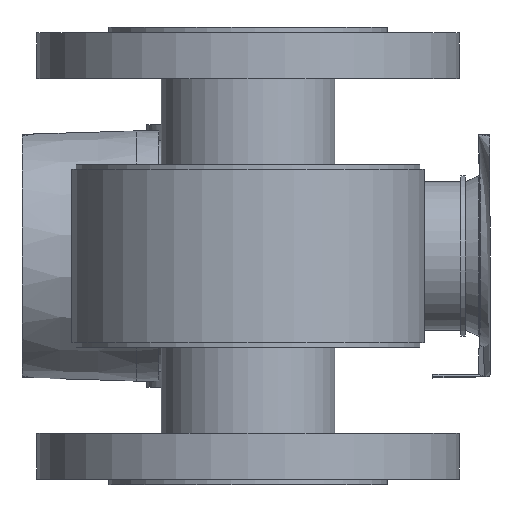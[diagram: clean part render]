
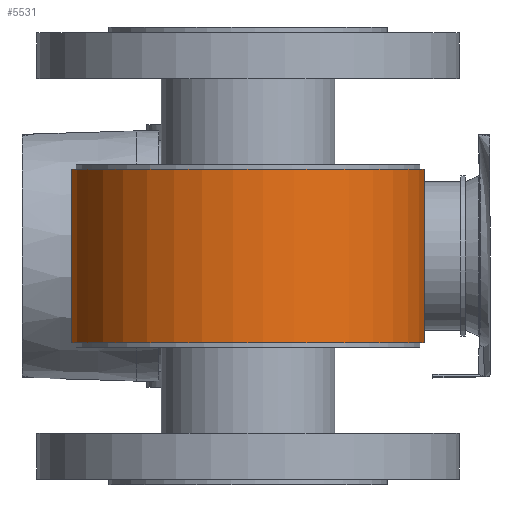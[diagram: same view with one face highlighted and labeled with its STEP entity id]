
A CAD part, front view. The second image highlights one B-rep face of the part: STEP entity #5531.
In plain terms, the highlighted cylindrical face has radius 77.5 mm (diameter 155 mm), a partial arc.
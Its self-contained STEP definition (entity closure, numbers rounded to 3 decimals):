
#470=LINE('',#10664,#765);
#471=LINE('',#10667,#766);
#765=VECTOR('',#7259,10.);
#766=VECTOR('',#7262,10.);
#920=CYLINDRICAL_SURFACE('',#6057,77.5);
#1213=FACE_OUTER_BOUND('',#1606,.T.);
#1606=EDGE_LOOP('',(#4183,#4184,#4185,#4186));
#1925=CIRCLE('',#6053,77.5);
#1928=CIRCLE('',#6058,77.5);
#2357=VERTEX_POINT('',#10655);
#2358=VERTEX_POINT('',#10656);
#2359=VERTEX_POINT('',#10663);
#2360=VERTEX_POINT('',#10665);
#2992=EDGE_CURVE('',#2358,#2357,#1925,.T.);
#2995=EDGE_CURVE('',#2359,#2358,#470,.T.);
#2996=EDGE_CURVE('',#2360,#2359,#1928,.T.);
#2997=EDGE_CURVE('',#2357,#2360,#471,.T.);
#4183=ORIENTED_EDGE('',*,*,#2995,.F.);
#4184=ORIENTED_EDGE('',*,*,#2996,.F.);
#4185=ORIENTED_EDGE('',*,*,#2997,.F.);
#4186=ORIENTED_EDGE('',*,*,#2992,.F.);
#5531=ADVANCED_FACE('',(#1213),#920,.T.);
#6053=AXIS2_PLACEMENT_3D('',#10658,#7249,#7250);
#6057=AXIS2_PLACEMENT_3D('',#10662,#7257,#7258);
#6058=AXIS2_PLACEMENT_3D('',#10666,#7260,#7261);
#7249=DIRECTION('center_axis',(0.,0.,-1.));
#7250=DIRECTION('ref_axis',(-0.582,0.813,0.));
#7257=DIRECTION('center_axis',(0.,0.,1.));
#7258=DIRECTION('ref_axis',(0.,-1.,0.));
#7259=DIRECTION('',(0.,0.,-1.));
#7260=DIRECTION('center_axis',(0.,0.,1.));
#7261=DIRECTION('ref_axis',(-0.582,0.813,0.));
#7262=DIRECTION('',(0.,0.,1.));
#10655=CARTESIAN_POINT('',(-63.099,66.971,-38.));
#10656=CARTESIAN_POINT('',(27.173,66.971,-38.));
#10658=CARTESIAN_POINT('Origin',(-17.963,3.971,-38.));
#10662=CARTESIAN_POINT('Origin',(-17.963,3.971,0.));
#10663=CARTESIAN_POINT('',(27.173,66.971,38.));
#10664=CARTESIAN_POINT('',(27.173,66.971,0.));
#10665=CARTESIAN_POINT('',(-63.099,66.971,38.));
#10666=CARTESIAN_POINT('Origin',(-17.963,3.971,38.));
#10667=CARTESIAN_POINT('',(-63.099,66.971,0.));
